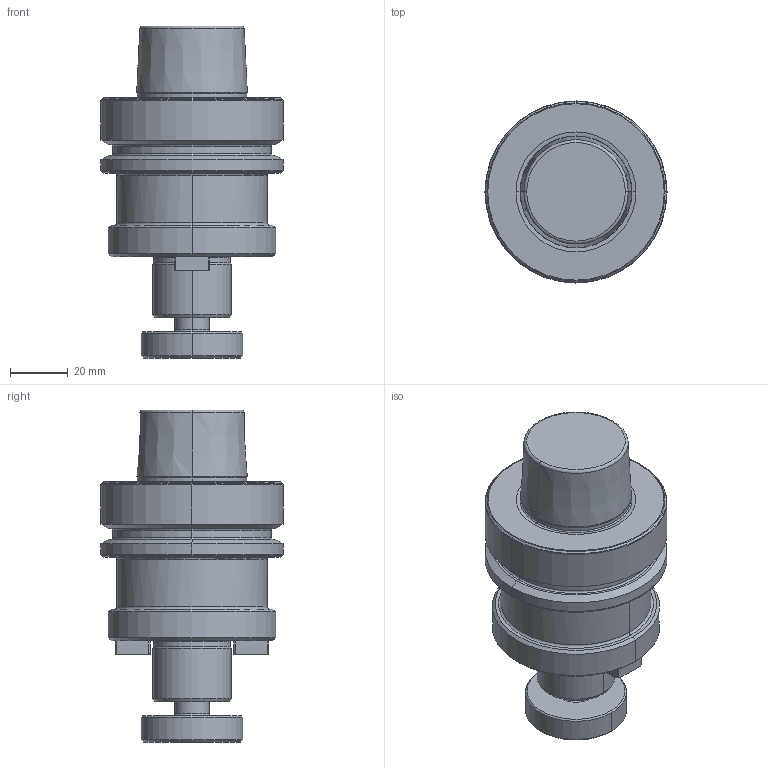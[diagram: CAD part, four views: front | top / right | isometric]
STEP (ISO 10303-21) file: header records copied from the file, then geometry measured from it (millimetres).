
FILE_DESCRIPTION (( 'STEP AP203' ), '1' );
FILE_NAME ('HSK-63F FMH-K27 055 2.5G 25000 SL SP.STEP', '2019-05-29T09:21:39', ( '' ), ( '' ), 'SwSTEP 2.0', 'SolidWorks 2014', '' );
FILE_SCHEMA (( 'CONFIG_CONTROL_DESIGN' ));
Length unit declared in the file: millimetre
Products named in the file (1): HSK-63F FMH-K27 055 2.5G 25000 SL SP
Bounding box: 63 x 63 x 114.9 mm (x, y, z)
Volume: 194094.9 mm3; surface area: 29985.3 mm2
Topology: 2 solids, 2 shells, 113 faces, 250 edges, 148 vertices
Faces by surface type: plane 39, cone 28, torus 24, cylinder 20, bspline 2
Entity records: 3237 total; most frequent: DIRECTION 594, CARTESIAN_POINT 588, ORIENTED_EDGE 500, EDGE_CURVE 250, AXIS2_PLACEMENT_3D 234, VERTEX_POINT 148, VECTOR 126, LINE 126
